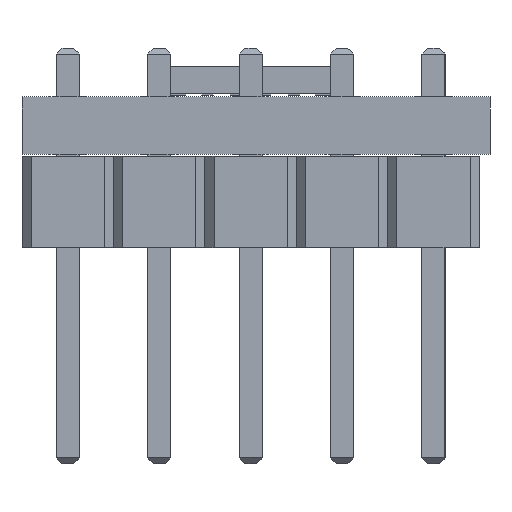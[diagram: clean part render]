
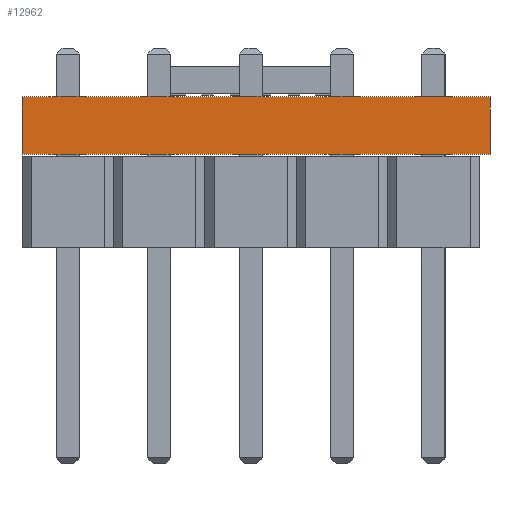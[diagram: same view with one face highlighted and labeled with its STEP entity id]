
A CAD part, front view. The second image highlights one B-rep face of the part: STEP entity #12962.
In plain terms, the highlighted planar face has unit normal (0, -1, 0).
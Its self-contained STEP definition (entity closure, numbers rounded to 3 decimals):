
#12962 = ADVANCED_FACE('',(#12963),#12977,.T.);
#12963 = FACE_BOUND('',#12964,.T.);
#12964 = EDGE_LOOP('',(#12965,#13000,#13028,#13056));
#12965 = ORIENTED_EDGE('',*,*,#12966,.T.);
#12966 = EDGE_CURVE('',#12967,#12969,#12971,.T.);
#12967 = VERTEX_POINT('',#12968);
#12968 = CARTESIAN_POINT('',(13.055,-10.06,0.));
#12969 = VERTEX_POINT('',#12970);
#12970 = CARTESIAN_POINT('',(13.055,-10.06,1.6));
#12971 = SURFACE_CURVE('',#12972,(#12976,#12988),.PCURVE_S1.);
#12972 = LINE('',#12973,#12974);
#12973 = CARTESIAN_POINT('',(13.055,-10.06,0.));
#12974 = VECTOR('',#12975,1.);
#12975 = DIRECTION('',(0.,0.,1.));
#12976 = PCURVE('',#12977,#12982);
#12977 = PLANE('',#12978);
#12978 = AXIS2_PLACEMENT_3D('',#12979,#12980,#12981);
#12979 = CARTESIAN_POINT('',(13.055,-10.06,0.));
#12980 = DIRECTION('',(0.,-1.,0.));
#12981 = DIRECTION('',(-1.,0.,0.));
#12982 = DEFINITIONAL_REPRESENTATION('',(#12983),#12987);
#12983 = LINE('',#12984,#12985);
#12984 = CARTESIAN_POINT('',(0.,-0.));
#12985 = VECTOR('',#12986,1.);
#12986 = DIRECTION('',(0.,-1.));
#12987 = ( GEOMETRIC_REPRESENTATION_CONTEXT(2) 
PARAMETRIC_REPRESENTATION_CONTEXT() REPRESENTATION_CONTEXT('2D SPACE',''
  ) );
#12988 = PCURVE('',#12989,#12994);
#12989 = PLANE('',#12990);
#12990 = AXIS2_PLACEMENT_3D('',#12991,#12992,#12993);
#12991 = CARTESIAN_POINT('',(13.055,-0.06,0.));
#12992 = DIRECTION('',(1.,0.,-0.));
#12993 = DIRECTION('',(0.,-1.,0.));
#12994 = DEFINITIONAL_REPRESENTATION('',(#12995),#12999);
#12995 = LINE('',#12996,#12997);
#12996 = CARTESIAN_POINT('',(10.,0.));
#12997 = VECTOR('',#12998,1.);
#12998 = DIRECTION('',(0.,-1.));
#12999 = ( GEOMETRIC_REPRESENTATION_CONTEXT(2) 
PARAMETRIC_REPRESENTATION_CONTEXT() REPRESENTATION_CONTEXT('2D SPACE',''
  ) );
#13000 = ORIENTED_EDGE('',*,*,#13001,.T.);
#13001 = EDGE_CURVE('',#12969,#13002,#13004,.T.);
#13002 = VERTEX_POINT('',#13003);
#13003 = CARTESIAN_POINT('',(0.055,-10.06,1.6));
#13004 = SURFACE_CURVE('',#13005,(#13009,#13016),.PCURVE_S1.);
#13005 = LINE('',#13006,#13007);
#13006 = CARTESIAN_POINT('',(13.055,-10.06,1.6));
#13007 = VECTOR('',#13008,1.);
#13008 = DIRECTION('',(-1.,0.,0.));
#13009 = PCURVE('',#12977,#13010);
#13010 = DEFINITIONAL_REPRESENTATION('',(#13011),#13015);
#13011 = LINE('',#13012,#13013);
#13012 = CARTESIAN_POINT('',(0.,-1.6));
#13013 = VECTOR('',#13014,1.);
#13014 = DIRECTION('',(1.,0.));
#13015 = ( GEOMETRIC_REPRESENTATION_CONTEXT(2) 
PARAMETRIC_REPRESENTATION_CONTEXT() REPRESENTATION_CONTEXT('2D SPACE',''
  ) );
#13016 = PCURVE('',#13017,#13022);
#13017 = PLANE('',#13018);
#13018 = AXIS2_PLACEMENT_3D('',#13019,#13020,#13021);
#13019 = CARTESIAN_POINT('',(6.555,-5.06,1.6));
#13020 = DIRECTION('',(-0.,-0.,-1.));
#13021 = DIRECTION('',(-1.,0.,0.));
#13022 = DEFINITIONAL_REPRESENTATION('',(#13023),#13027);
#13023 = LINE('',#13024,#13025);
#13024 = CARTESIAN_POINT('',(-6.5,-5.));
#13025 = VECTOR('',#13026,1.);
#13026 = DIRECTION('',(1.,0.));
#13027 = ( GEOMETRIC_REPRESENTATION_CONTEXT(2) 
PARAMETRIC_REPRESENTATION_CONTEXT() REPRESENTATION_CONTEXT('2D SPACE',''
  ) );
#13028 = ORIENTED_EDGE('',*,*,#13029,.F.);
#13029 = EDGE_CURVE('',#13030,#13002,#13032,.T.);
#13030 = VERTEX_POINT('',#13031);
#13031 = CARTESIAN_POINT('',(0.055,-10.06,0.));
#13032 = SURFACE_CURVE('',#13033,(#13037,#13044),.PCURVE_S1.);
#13033 = LINE('',#13034,#13035);
#13034 = CARTESIAN_POINT('',(0.055,-10.06,0.));
#13035 = VECTOR('',#13036,1.);
#13036 = DIRECTION('',(0.,0.,1.));
#13037 = PCURVE('',#12977,#13038);
#13038 = DEFINITIONAL_REPRESENTATION('',(#13039),#13043);
#13039 = LINE('',#13040,#13041);
#13040 = CARTESIAN_POINT('',(13.,0.));
#13041 = VECTOR('',#13042,1.);
#13042 = DIRECTION('',(0.,-1.));
#13043 = ( GEOMETRIC_REPRESENTATION_CONTEXT(2) 
PARAMETRIC_REPRESENTATION_CONTEXT() REPRESENTATION_CONTEXT('2D SPACE',''
  ) );
#13044 = PCURVE('',#13045,#13050);
#13045 = PLANE('',#13046);
#13046 = AXIS2_PLACEMENT_3D('',#13047,#13048,#13049);
#13047 = CARTESIAN_POINT('',(0.055,-10.06,0.));
#13048 = DIRECTION('',(-1.,0.,0.));
#13049 = DIRECTION('',(0.,1.,0.));
#13050 = DEFINITIONAL_REPRESENTATION('',(#13051),#13055);
#13051 = LINE('',#13052,#13053);
#13052 = CARTESIAN_POINT('',(0.,0.));
#13053 = VECTOR('',#13054,1.);
#13054 = DIRECTION('',(0.,-1.));
#13055 = ( GEOMETRIC_REPRESENTATION_CONTEXT(2) 
PARAMETRIC_REPRESENTATION_CONTEXT() REPRESENTATION_CONTEXT('2D SPACE',''
  ) );
#13056 = ORIENTED_EDGE('',*,*,#13057,.F.);
#13057 = EDGE_CURVE('',#12967,#13030,#13058,.T.);
#13058 = SURFACE_CURVE('',#13059,(#13063,#13070),.PCURVE_S1.);
#13059 = LINE('',#13060,#13061);
#13060 = CARTESIAN_POINT('',(13.055,-10.06,0.));
#13061 = VECTOR('',#13062,1.);
#13062 = DIRECTION('',(-1.,0.,0.));
#13063 = PCURVE('',#12977,#13064);
#13064 = DEFINITIONAL_REPRESENTATION('',(#13065),#13069);
#13065 = LINE('',#13066,#13067);
#13066 = CARTESIAN_POINT('',(0.,-0.));
#13067 = VECTOR('',#13068,1.);
#13068 = DIRECTION('',(1.,0.));
#13069 = ( GEOMETRIC_REPRESENTATION_CONTEXT(2) 
PARAMETRIC_REPRESENTATION_CONTEXT() REPRESENTATION_CONTEXT('2D SPACE',''
  ) );
#13070 = PCURVE('',#13071,#13076);
#13071 = PLANE('',#13072);
#13072 = AXIS2_PLACEMENT_3D('',#13073,#13074,#13075);
#13073 = CARTESIAN_POINT('',(6.555,-5.06,0.));
#13074 = DIRECTION('',(-0.,-0.,-1.));
#13075 = DIRECTION('',(-1.,0.,0.));
#13076 = DEFINITIONAL_REPRESENTATION('',(#13077),#13081);
#13077 = LINE('',#13078,#13079);
#13078 = CARTESIAN_POINT('',(-6.5,-5.));
#13079 = VECTOR('',#13080,1.);
#13080 = DIRECTION('',(1.,0.));
#13081 = ( GEOMETRIC_REPRESENTATION_CONTEXT(2) 
PARAMETRIC_REPRESENTATION_CONTEXT() REPRESENTATION_CONTEXT('2D SPACE',''
  ) );
